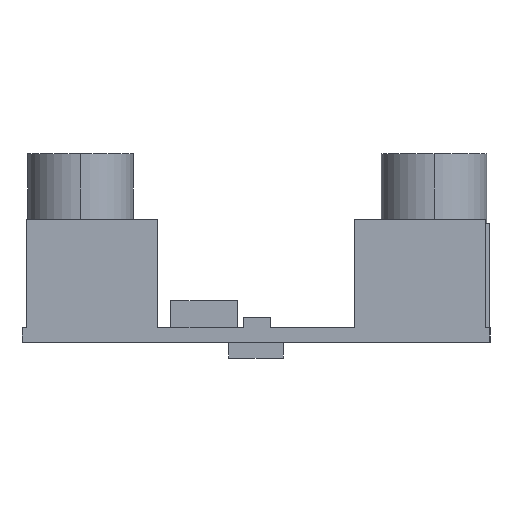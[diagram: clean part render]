
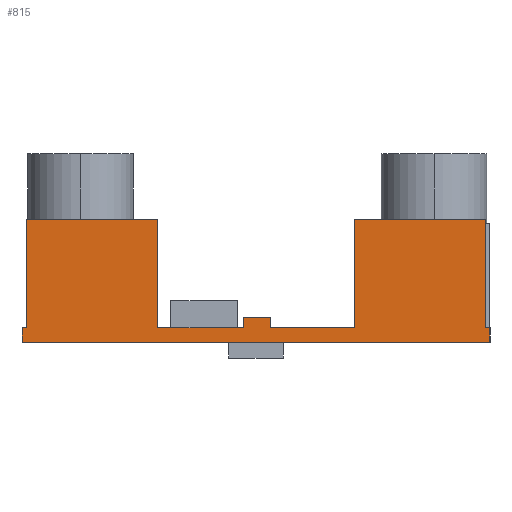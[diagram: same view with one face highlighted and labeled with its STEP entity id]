
A CAD part, left-side view. The second image highlights one B-rep face of the part: STEP entity #815.
In plain terms, the highlighted planar face has unit normal (-1, 0, 0).
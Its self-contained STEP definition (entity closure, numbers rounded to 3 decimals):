
#9 = EDGE_CURVE ( 'NONE', #323, #1133, #1895, .T. ) ;
#27 = LINE ( 'NONE', #1076, #948 ) ;
#28 = VECTOR ( 'NONE', #1340, 1000. ) ;
#53 = LINE ( 'NONE', #1350, #28 ) ;
#91 = EDGE_CURVE ( 'NONE', #1133, #398, #1800, .T. ) ;
#173 = DIRECTION ( 'NONE',  ( -1., 0., 0. ) ) ;
#179 = CARTESIAN_POINT ( 'NONE',  ( 38.325, 28., 9.525 ) ) ;
#230 = DIRECTION ( 'NONE',  ( 0., 0., 1. ) ) ;
#239 = EDGE_CURVE ( 'NONE', #1877, #1926, #1638, .T. ) ;
#269 = CARTESIAN_POINT ( 'NONE',  ( 38.325, -11.75, 11.275 ) ) ;
#291 = EDGE_CURVE ( 'NONE', #1548, #1889, #1600, .T. ) ;
#302 = EDGE_CURVE ( 'NONE', #564, #337, #1564, .T. ) ;
#305 = VECTOR ( 'NONE', #1052, 1000. ) ;
#320 = DIRECTION ( 'NONE',  ( 0., 0., 1. ) ) ;
#323 = VERTEX_POINT ( 'NONE', #1044 ) ;
#337 = VERTEX_POINT ( 'NONE', #1005 ) ;
#353 = CARTESIAN_POINT ( 'NONE',  ( 38.325, -1.75, 12.525 ) ) ;
#370 = PLANE ( 'NONE',  #1227 ) ;
#371 = VERTEX_POINT ( 'NONE', #727 ) ;
#375 = VERTEX_POINT ( 'NONE', #480 ) ;
#380 = CARTESIAN_POINT ( 'NONE',  ( 38.325, 11.75, 11.275 ) ) ;
#395 = EDGE_CURVE ( 'NONE', #1366, #375, #1426, .T. ) ;
#398 = VERTEX_POINT ( 'NONE', #269 ) ;
#400 = CARTESIAN_POINT ( 'NONE',  ( 38.325, 28., 11.275 ) ) ;
#401 = VECTOR ( 'NONE', #1525, 1000. ) ;
#480 = CARTESIAN_POINT ( 'NONE',  ( 38.325, 11.75, 24.275 ) ) ;
#482 = FACE_OUTER_BOUND ( 'NONE', #1162, .T. ) ;
#503 = VECTOR ( 'NONE', #1464, 1000. ) ;
#507 = CARTESIAN_POINT ( 'NONE',  ( 38.325, -156.899, 11.275 ) ) ;
#514 = CARTESIAN_POINT ( 'NONE',  ( 38.325, 27.5, 24.275 ) ) ;
#562 = EDGE_CURVE ( 'NONE', #337, #1366, #1252, .T. ) ;
#564 = VERTEX_POINT ( 'NONE', #1045 ) ;
#572 = LINE ( 'NONE', #1186, #305 ) ;
#577 = LINE ( 'NONE', #1487, #503 ) ;
#583 = EDGE_CURVE ( 'NONE', #375, #668, #1233, .T. ) ;
#619 = EDGE_CURVE ( 'NONE', #668, #1877, #1177, .T. ) ;
#668 = VERTEX_POINT ( 'NONE', #514 ) ;
#692 = LINE ( 'NONE', #1433, #401 ) ;
#704 = LINE ( 'NONE', #1468, #759 ) ;
#727 = CARTESIAN_POINT ( 'NONE',  ( 38.325, -28., 9.525 ) ) ;
#754 = CARTESIAN_POINT ( 'NONE',  ( 38.325, 27.5, 11.275 ) ) ;
#759 = VECTOR ( 'NONE', #1419, 1000. ) ;
#777 = EDGE_CURVE ( 'NONE', #1652, #1926, #704, .T. ) ;
#814 = DIRECTION ( 'NONE',  ( 0., 0., 1. ) ) ;
#815 = ADVANCED_FACE ( 'NONE', ( #482 ), #370, .T. ) ;
#841 = DIRECTION ( 'NONE',  ( 0., 0., -1. ) ) ;
#845 = CARTESIAN_POINT ( 'NONE',  ( 38.325, 27.5, 11.275 ) ) ;
#847 = CARTESIAN_POINT ( 'NONE',  ( 38.325, 1.5, 12.525 ) ) ;
#859 = CARTESIAN_POINT ( 'NONE',  ( 38.325, -28., 11.275 ) ) ;
#863 = VERTEX_POINT ( 'NONE', #1718 ) ;
#871 = DIRECTION ( 'NONE',  ( 0., 0., 1. ) ) ;
#872 = CARTESIAN_POINT ( 'NONE',  ( 38.325, -1.75, 12.525 ) ) ;
#891 = CARTESIAN_POINT ( 'NONE',  ( 38.325, 11.75, 11.275 ) ) ;
#914 = DIRECTION ( 'NONE',  ( 0., 0., -1. ) ) ;
#948 = VECTOR ( 'NONE', #1017, 1000. ) ;
#974 = CARTESIAN_POINT ( 'NONE',  ( 38.325, -156.899, 24.275 ) ) ;
#979 = DIRECTION ( 'NONE',  ( 0., 1., 0. ) ) ;
#994 = DIRECTION ( 'NONE',  ( 0., 1., 0. ) ) ;
#997 = CARTESIAN_POINT ( 'NONE',  ( 38.325, -156.899, 11.275 ) ) ;
#1005 = CARTESIAN_POINT ( 'NONE',  ( 38.325, 10.2, 11.275 ) ) ;
#1017 = DIRECTION ( 'NONE',  ( 0., 1., 0. ) ) ;
#1030 = CARTESIAN_POINT ( 'NONE',  ( 38.325, 1.5, 12.525 ) ) ;
#1036 = VERTEX_POINT ( 'NONE', #1517 ) ;
#1044 = CARTESIAN_POINT ( 'NONE',  ( 38.325, -27.5, 24.275 ) ) ;
#1045 = CARTESIAN_POINT ( 'NONE',  ( 38.325, 2.2, 11.275 ) ) ;
#1052 = DIRECTION ( 'NONE',  ( 0., 0., 1. ) ) ;
#1053 = CARTESIAN_POINT ( 'NONE',  ( 38.325, -156.899, 11.275 ) ) ;
#1076 = CARTESIAN_POINT ( 'NONE',  ( 38.325, -156.899, 11.275 ) ) ;
#1100 = EDGE_CURVE ( 'NONE', #1652, #371, #53, .T. ) ;
#1121 = CARTESIAN_POINT ( 'NONE',  ( 38.325, -27.5, 11.275 ) ) ;
#1133 = VERTEX_POINT ( 'NONE', #1323 ) ;
#1162 = EDGE_LOOP ( 'NONE', ( #1394, #1412, #1413, #1417, #1437, #1457, #1460, #1461, #1486, #1489, #1490, #1503, #1508, #1539, #1542, #1543, #1545, #1568 ) ) ;
#1171 = CARTESIAN_POINT ( 'NONE',  ( 38.325, -156.899, 12.525 ) ) ;
#1173 = VECTOR ( 'NONE', #841, 1000. ) ;
#1176 = DIRECTION ( 'NONE',  ( 0., 1., 0. ) ) ;
#1177 = LINE ( 'NONE', #845, #1173 ) ;
#1186 = CARTESIAN_POINT ( 'NONE',  ( 38.325, -27.5, 11.275 ) ) ;
#1203 = DIRECTION ( 'NONE',  ( 0., 1., 0. ) ) ;
#1215 = VECTOR ( 'NONE', #979, 1000. ) ;
#1218 = DIRECTION ( 'NONE',  ( 0., 1., 0. ) ) ;
#1225 = VERTEX_POINT ( 'NONE', #1121 ) ;
#1226 = CARTESIAN_POINT ( 'NONE',  ( 38.325, -156.899, 11.275 ) ) ;
#1227 = AXIS2_PLACEMENT_3D ( 'NONE', #507, #173, #320 ) ;
#1231 = CARTESIAN_POINT ( 'NONE',  ( 38.325, -28., 11.275 ) ) ;
#1233 = LINE ( 'NONE', #974, #1215 ) ;
#1235 = VECTOR ( 'NONE', #994, 1000. ) ;
#1252 = LINE ( 'NONE', #997, #1235 ) ;
#1323 = CARTESIAN_POINT ( 'NONE',  ( 38.325, -11.75, 24.275 ) ) ;
#1340 = DIRECTION ( 'NONE',  ( 0., -1., 0. ) ) ;
#1350 = CARTESIAN_POINT ( 'NONE',  ( 38.325, -156.899, 9.525 ) ) ;
#1366 = VERTEX_POINT ( 'NONE', #891 ) ;
#1368 = EDGE_CURVE ( 'NONE', #371, #1833, #1633, .T. ) ;
#1373 = EDGE_CURVE ( 'NONE', #863, #1548, #1677, .T. ) ;
#1394 = ORIENTED_EDGE ( 'NONE', *, *, #239, .T. ) ;
#1396 = CARTESIAN_POINT ( 'NONE',  ( 38.325, -11.75, 11.275 ) ) ;
#1408 = DIRECTION ( 'NONE',  ( 0., 0., -1. ) ) ;
#1412 = ORIENTED_EDGE ( 'NONE', *, *, #777, .F. ) ;
#1413 = ORIENTED_EDGE ( 'NONE', *, *, #1100, .T. ) ;
#1417 = ORIENTED_EDGE ( 'NONE', *, *, #1368, .T. ) ;
#1419 = DIRECTION ( 'NONE',  ( 0., 0., 1. ) ) ;
#1424 = VECTOR ( 'NONE', #230, 1000. ) ;
#1426 = LINE ( 'NONE', #380, #1424 ) ;
#1433 = CARTESIAN_POINT ( 'NONE',  ( 38.325, -156.899, 11.275 ) ) ;
#1437 = ORIENTED_EDGE ( 'NONE', *, *, #1830, .T. ) ;
#1457 = ORIENTED_EDGE ( 'NONE', *, *, #1796, .T. ) ;
#1460 = ORIENTED_EDGE ( 'NONE', *, *, #9, .T. ) ;
#1461 = ORIENTED_EDGE ( 'NONE', *, *, #91, .T. ) ;
#1464 = DIRECTION ( 'NONE',  ( 0., 1., 0. ) ) ;
#1468 = CARTESIAN_POINT ( 'NONE',  ( 38.325, 28., 11.275 ) ) ;
#1486 = ORIENTED_EDGE ( 'NONE', *, *, #1763, .T. ) ;
#1487 = CARTESIAN_POINT ( 'NONE',  ( 38.325, -156.899, 11.275 ) ) ;
#1489 = ORIENTED_EDGE ( 'NONE', *, *, #1373, .T. ) ;
#1490 = ORIENTED_EDGE ( 'NONE', *, *, #291, .T. ) ;
#1503 = ORIENTED_EDGE ( 'NONE', *, *, #1837, .T. ) ;
#1508 = ORIENTED_EDGE ( 'NONE', *, *, #1734, .T. ) ;
#1510 = CARTESIAN_POINT ( 'NONE',  ( 38.325, -156.899, 24.275 ) ) ;
#1517 = CARTESIAN_POINT ( 'NONE',  ( 38.325, 1.5, 11.275 ) ) ;
#1525 = DIRECTION ( 'NONE',  ( 0., 1., 0. ) ) ;
#1539 = ORIENTED_EDGE ( 'NONE', *, *, #302, .T. ) ;
#1542 = ORIENTED_EDGE ( 'NONE', *, *, #562, .T. ) ;
#1543 = ORIENTED_EDGE ( 'NONE', *, *, #395, .T. ) ;
#1545 = ORIENTED_EDGE ( 'NONE', *, *, #583, .T. ) ;
#1548 = VERTEX_POINT ( 'NONE', #353 ) ;
#1564 = LINE ( 'NONE', #1053, #1583 ) ;
#1568 = ORIENTED_EDGE ( 'NONE', *, *, #619, .T. ) ;
#1576 = DIRECTION ( 'NONE',  ( 0., 1., 0. ) ) ;
#1579 = VECTOR ( 'NONE', #814, 1000. ) ;
#1581 = VECTOR ( 'NONE', #1176, 1000. ) ;
#1583 = VECTOR ( 'NONE', #1203, 1000. ) ;
#1600 = LINE ( 'NONE', #1171, #1581 ) ;
#1621 = VECTOR ( 'NONE', #1218, 1000. ) ;
#1633 = LINE ( 'NONE', #859, #1579 ) ;
#1637 = VECTOR ( 'NONE', #871, 1000. ) ;
#1638 = LINE ( 'NONE', #1226, #1621 ) ;
#1652 = VERTEX_POINT ( 'NONE', #179 ) ;
#1677 = LINE ( 'NONE', #872, #1637 ) ;
#1718 = CARTESIAN_POINT ( 'NONE',  ( 38.325, -1.75, 11.275 ) ) ;
#1734 = EDGE_CURVE ( 'NONE', #1036, #564, #577, .T. ) ;
#1763 = EDGE_CURVE ( 'NONE', #398, #863, #692, .T. ) ;
#1771 = VECTOR ( 'NONE', #1408, 1000. ) ;
#1796 = EDGE_CURVE ( 'NONE', #1225, #323, #572, .T. ) ;
#1800 = LINE ( 'NONE', #1396, #1771 ) ;
#1830 = EDGE_CURVE ( 'NONE', #1833, #1225, #27, .T. ) ;
#1833 = VERTEX_POINT ( 'NONE', #1231 ) ;
#1837 = EDGE_CURVE ( 'NONE', #1889, #1036, #1930, .T. ) ;
#1877 = VERTEX_POINT ( 'NONE', #754 ) ;
#1889 = VERTEX_POINT ( 'NONE', #847 ) ;
#1893 = VECTOR ( 'NONE', #1576, 1000. ) ;
#1895 = LINE ( 'NONE', #1510, #1893 ) ;
#1926 = VERTEX_POINT ( 'NONE', #400 ) ;
#1927 = VECTOR ( 'NONE', #914, 1000. ) ;
#1930 = LINE ( 'NONE', #1030, #1927 ) ;
